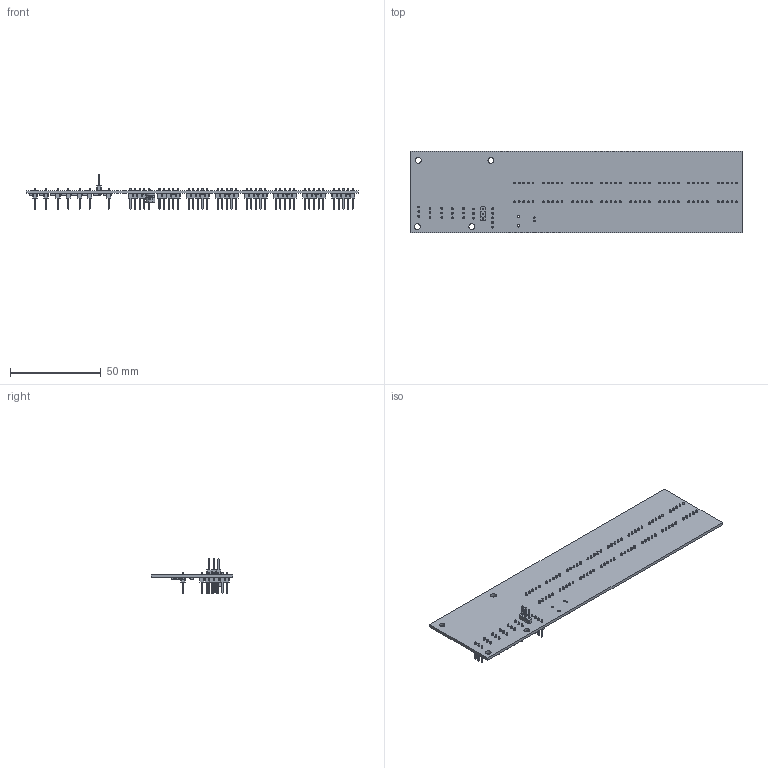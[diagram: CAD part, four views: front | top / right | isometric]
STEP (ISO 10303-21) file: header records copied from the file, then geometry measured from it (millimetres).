
FILE_DESCRIPTION(('KiCad electronic assembly'),'2;1');
FILE_NAME('vcnl4040 pcb.step','2024-08-30T12:22:38',('Pcbnew'),('Kicad') ,'Open CASCADE STEP processor 7.6','KiCad to STEP converter','Unknown' );
FILE_SCHEMA(('AUTOMOTIVE_DESIGN { 1 0 10303 214 1 1 1 1 }'));
Length unit declared in the file: millimetre
Products named in the file (14): vcnl4040 pcb 1; PinHeader_1x03_P2.54mm_Vertical; SOLID; R_0805_2012Metric; C_0805_2012Metric; PinHeader_1x05_P2.54mm_Vertical; VCNL4040M3OE--3DModel-STEP-1; COMPOUND; CP_Radial_D5.0mm_P2.00mm; _autosave-vcnl4040 pcb PCB
Assembly tree (96 placements, depth 3):
  vcnl4040 pcb 1
    PinHeader_1x03_P2.54mm_Vertical  x7
      SOLID
    R_0805_2012Metric  x32
      SOLID
    C_0805_2012Metric  x24
      SOLID
    PinHeader_1x05_P2.54mm_Vertical  x17
      SOLID
    VCNL4040M3OE--3DModel-STEP-1  x8
      COMPOUND
    CP_Radial_D5.0mm_P2.00mm
      SOLID
    _autosave-vcnl4040 pcb PCB
Bounding box: 183.04 x 45.19 x 18.76 mm (x, y, z)
Volume: 15233.5 mm3; surface area: 24156.8 mm2
Topology: 170 solids, 171 shells, 5521 faces, 13545 edges, 8700 vertices
Faces by surface type: plane 4693, cylinder 815, bspline 6, revolution 5, torus 2
Full cylindrical faces by diameter (mm): 0.5 x2, 0.8 x2, 1 x106, 1.52 x2, 3.2 x4
Entity records: 41297 total; most frequent: CARTESIAN_POINT 8795, DIRECTION 5677, LINE 3591, VECTOR 3591, ORIENTED_EDGE 2890, PCURVE 2890, DEFINITIONAL_REPRESENTATION 2890, EDGE_CURVE 1445
